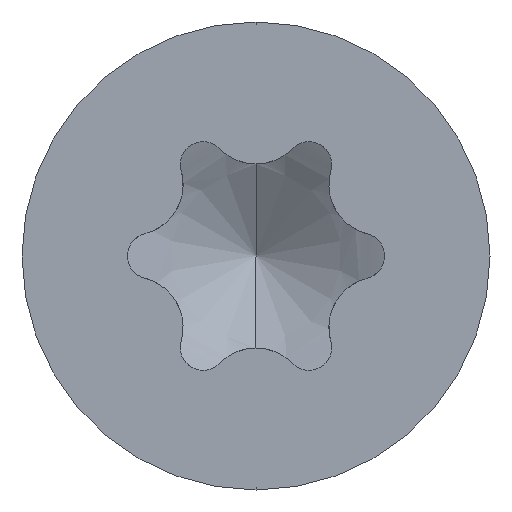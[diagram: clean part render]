
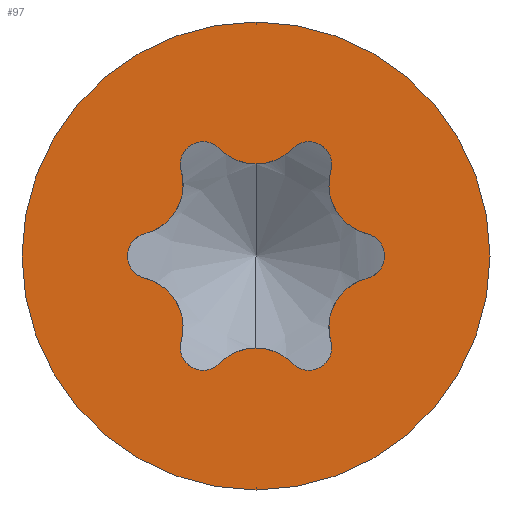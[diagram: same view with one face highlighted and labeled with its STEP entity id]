
A CAD part, left-side view. The second image highlights one B-rep face of the part: STEP entity #97.
In plain terms, the highlighted planar face has unit normal (-1, 0, 0).
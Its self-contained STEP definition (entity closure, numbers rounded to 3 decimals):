
#4 = EDGE_CURVE ( 'E1', #330, #315, #944, .T. ) ;
#7 = CARTESIAN_POINT ( 'NONE',  ( 0., 0.815, -0.927 ) ) ;
#20 = CARTESIAN_POINT ( 'NONE',  ( 0., -0.815, 0.927 ) ) ;
#22 = ORIENTED_EDGE ( 'NONE', *, *, #24, .T. ) ;
#24 = EDGE_CURVE ( 'E27', #961, #477, #197, .T. ) ;
#37 = VERTEX_POINT ( 'NONE', #76 ) ;
#40 = AXIS2_PLACEMENT_3D ( 'NONE', #415, #111, #337 ) ;
#44 = CARTESIAN_POINT ( 'NONE',  ( 0., 0.395, -1.17 ) ) ;
#47 = CARTESIAN_POINT ( 'NONE',  ( 0., 1.15, 0. ) ) ;
#57 = AXIS2_PLACEMENT_3D ( 'NONE', #47, #808, #278 ) ;
#59 = CARTESIAN_POINT ( 'NONE',  ( 0., 0.815, 0.927 ) ) ;
#75 = EDGE_CURVE ( 'E40', #37, #477, #443, .T. ) ;
#76 = CARTESIAN_POINT ( 'NONE',  ( 0., -0.815, -0.927 ) ) ;
#78 = CIRCLE ( 'NONE', #203, 0.25 ) ;
#84 = DIRECTION ( 'NONE',  ( 1., 0., 0. ) ) ;
#86 = CIRCLE ( 'NONE', #57, 0.25 ) ;
#87 = AXIS2_PLACEMENT_3D ( 'NONE', #830, #377, #220 ) ;
#88 = CARTESIAN_POINT ( 'NONE',  ( 0., -0.395, -1.17 ) ) ;
#97 = ADVANCED_FACE ( 'E0', ( #464, #215 ), #612, .T. ) ;
#100 = DIRECTION ( 'NONE',  ( 0., 0., 1. ) ) ;
#111 = DIRECTION ( 'NONE',  ( 1., 0., 0. ) ) ;
#112 = EDGE_CURVE ( 'E79', #712, #496, #258, .T. ) ;
#118 = CARTESIAN_POINT ( 'NONE',  ( 0., -0.395, 1.17 ) ) ;
#121 = CARTESIAN_POINT ( 'NONE',  ( 0., 0., 1.552 ) ) ;
#126 = CARTESIAN_POINT ( 'NONE',  ( 0., 1.211, -0.243 ) ) ;
#137 = CARTESIAN_POINT ( 'NONE',  ( 0., -1.211, 0.243 ) ) ;
#142 = CARTESIAN_POINT ( 'NONE',  ( 0., 0., 1.002 ) ) ;
#151 = CARTESIAN_POINT ( 'NONE',  ( 0., -1.211, -0.243 ) ) ;
#155 = DIRECTION ( 'NONE',  ( 0., 0., 1. ) ) ;
#165 = ORIENTED_EDGE ( 'NONE', *, *, #480, .T. ) ;
#170 = AXIS2_PLACEMENT_3D ( 'NONE', #267, #505, #875 ) ;
#176 = AXIS2_PLACEMENT_3D ( 'NONE', #432, #950, #498 ) ;
#181 = DIRECTION ( 'NONE',  ( 1., 0., 0. ) ) ;
#191 = DIRECTION ( 'NONE',  ( 1., 0., 0. ) ) ;
#197 = CIRCLE ( 'NONE', #713, 0.25 ) ;
#202 = DIRECTION ( 'NONE',  ( 0., 0., 1. ) ) ;
#203 = AXIS2_PLACEMENT_3D ( 'NONE', #704, #397, #475 ) ;
#214 = CIRCLE ( 'NONE', #170, 0.55 ) ;
#215 = FACE_BOUND ( 'NONE', #579, .T. ) ;
#217 = CARTESIAN_POINT ( 'NONE',  ( 0., 0., 0. ) ) ;
#218 = AXIS2_PLACEMENT_3D ( 'NONE', #381, #909, #455 ) ;
#220 = DIRECTION ( 'NONE',  ( 0., 0., 1. ) ) ;
#233 = AXIS2_PLACEMENT_3D ( 'NONE', #217, #591, #202 ) ;
#234 = VERTEX_POINT ( 'NONE', #20 ) ;
#253 = ORIENTED_EDGE ( 'NONE', *, *, #768, .T. ) ;
#258 = CIRCLE ( 'NONE', #844, 0.25 ) ;
#266 = AXIS2_PLACEMENT_3D ( 'NONE', #548, #467, #460 ) ;
#267 = CARTESIAN_POINT ( 'NONE',  ( 0., 0., -1.552 ) ) ;
#272 = EDGE_CURVE ( 'E66', #712, #737, #913, .T. ) ;
#278 = DIRECTION ( 'NONE',  ( 0., 0., 1. ) ) ;
#280 = CIRCLE ( 'NONE', #474, 0.55 ) ;
#283 = AXIS2_PLACEMENT_3D ( 'NONE', #694, #774, #778 ) ;
#292 = DIRECTION ( 'NONE',  ( 1., 0., 0. ) ) ;
#295 = CIRCLE ( 'NONE', #784, 0.55 ) ;
#308 = VERTEX_POINT ( 'NONE', #118 ) ;
#309 = CIRCLE ( 'NONE', #815, 0.55 ) ;
#315 = VERTEX_POINT ( 'NONE', #555 ) ;
#319 = CARTESIAN_POINT ( 'NONE',  ( 0., 0.575, -0.996 ) ) ;
#327 = EDGE_CURVE ( 'E92', #917, #496, #309, .T. ) ;
#330 = VERTEX_POINT ( 'NONE', #552 ) ;
#337 = DIRECTION ( 'NONE',  ( 0., 0., 1. ) ) ;
#339 = ORIENTED_EDGE ( 'NONE', *, *, #894, .F. ) ;
#342 = DIRECTION ( 'NONE',  ( 1., 0., 0. ) ) ;
#370 = DIRECTION ( 'NONE',  ( 1., 0., 0. ) ) ;
#373 = DIRECTION ( 'NONE',  ( 0., 0., 1. ) ) ;
#377 = DIRECTION ( 'NONE',  ( -1., 0., 0. ) ) ;
#380 = ORIENTED_EDGE ( 'NONE', *, *, #4, .T. ) ;
#381 = CARTESIAN_POINT ( 'NONE',  ( 0., -1.344, 0.776 ) ) ;
#397 = DIRECTION ( 'NONE',  ( 1., 0., 0. ) ) ;
#407 = DIRECTION ( 'NONE',  ( 0., 0., 1. ) ) ;
#415 = CARTESIAN_POINT ( 'NONE',  ( 0., 0., -1.552 ) ) ;
#425 = ORIENTED_EDGE ( 'NONE', *, *, #112, .T. ) ;
#430 = EDGE_CURVE ( 'E1', #315, #330, #582, .T. ) ;
#432 = CARTESIAN_POINT ( 'NONE',  ( 0., -0.575, 0.996 ) ) ;
#436 = ORIENTED_EDGE ( 'NONE', *, *, #327, .F. ) ;
#443 = CIRCLE ( 'NONE', #283, 0.55 ) ;
#455 = DIRECTION ( 'NONE',  ( 0., 0., 1. ) ) ;
#460 = DIRECTION ( 'NONE',  ( 0., 0., 1. ) ) ;
#464 = FACE_OUTER_BOUND ( 'NONE', #541, .T. ) ;
#467 = DIRECTION ( 'NONE',  ( -1., 0., 0. ) ) ;
#468 = ORIENTED_EDGE ( 'NONE', *, *, #504, .F. ) ;
#474 = AXIS2_PLACEMENT_3D ( 'NONE', #715, #181, #793 ) ;
#475 = DIRECTION ( 'NONE',  ( 0., 0., 1. ) ) ;
#477 = VERTEX_POINT ( 'NONE', #151 ) ;
#480 = EDGE_CURVE ( 'E53', #37, #609, #690, .T. ) ;
#490 = CARTESIAN_POINT ( 'NONE',  ( 0., 0., -1.002 ) ) ;
#496 = VERTEX_POINT ( 'NONE', #7 ) ;
#498 = DIRECTION ( 'NONE',  ( 0., 0., 1. ) ) ;
#504 = EDGE_CURVE ( 'E14', #961, #234, #654, .T. ) ;
#505 = DIRECTION ( 'NONE',  ( 1., 0., 0. ) ) ;
#512 = ORIENTED_EDGE ( 'NONE', *, *, #600, .T. ) ;
#536 = EDGE_CURVE ( 'E144', #963, #801, #295, .T. ) ;
#541 = EDGE_LOOP ( 'NONE', ( #380, #931 ) ) ;
#548 = CARTESIAN_POINT ( 'NONE',  ( 0., 0., 0. ) ) ;
#552 = CARTESIAN_POINT ( 'NONE',  ( 0., 0., 2.548 ) ) ;
#555 = CARTESIAN_POINT ( 'NONE',  ( 0., 0., -2.548 ) ) ;
#577 = CARTESIAN_POINT ( 'NONE',  ( 0., 0.395, 1.17 ) ) ;
#579 = EDGE_LOOP ( 'NONE', ( #468, #22, #592, #165, #339, #602, #425, #436, #738, #723, #512, #681, #766, #253 ) ) ;
#582 = CIRCLE ( 'NONE', #233, 2.548 ) ;
#586 = CARTESIAN_POINT ( 'NONE',  ( 0., 1.211, 0.243 ) ) ;
#591 = DIRECTION ( 'NONE',  ( -1., 0., 0. ) ) ;
#592 = ORIENTED_EDGE ( 'NONE', *, *, #75, .F. ) ;
#597 = DIRECTION ( 'NONE',  ( 0., 0., 1. ) ) ;
#600 = EDGE_CURVE ( 'E131', #806, #801, #78, .T. ) ;
#602 = ORIENTED_EDGE ( 'NONE', *, *, #272, .F. ) ;
#609 = VERTEX_POINT ( 'NONE', #88 ) ;
#612 = PLANE ( 'NONE',  #266 ) ;
#643 = AXIS2_PLACEMENT_3D ( 'NONE', #121, #191, #407 ) ;
#654 = CIRCLE ( 'NONE', #218, 0.55 ) ;
#681 = ORIENTED_EDGE ( 'NONE', *, *, #536, .F. ) ;
#684 = EDGE_CURVE ( 'E118', #806, #964, #280, .T. ) ;
#690 = CIRCLE ( 'NONE', #720, 0.25 ) ;
#694 = CARTESIAN_POINT ( 'NONE',  ( 0., -1.344, -0.776 ) ) ;
#702 = DIRECTION ( 'NONE',  ( 1., 0., 0. ) ) ;
#703 = EDGE_CURVE ( 'E144', #308, #963, #790, .T. ) ;
#704 = CARTESIAN_POINT ( 'NONE',  ( 0., 0.575, 0.996 ) ) ;
#712 = VERTEX_POINT ( 'NONE', #44 ) ;
#713 = AXIS2_PLACEMENT_3D ( 'NONE', #832, #84, #373 ) ;
#715 = CARTESIAN_POINT ( 'NONE',  ( 0., 1.344, 0.776 ) ) ;
#720 = AXIS2_PLACEMENT_3D ( 'NONE', #896, #370, #155 ) ;
#723 = ORIENTED_EDGE ( 'NONE', *, *, #684, .F. ) ;
#737 = VERTEX_POINT ( 'NONE', #490 ) ;
#738 = ORIENTED_EDGE ( 'NONE', *, *, #811, .T. ) ;
#756 = CARTESIAN_POINT ( 'NONE',  ( 0., 0., 1.552 ) ) ;
#766 = ORIENTED_EDGE ( 'NONE', *, *, #703, .F. ) ;
#768 = EDGE_CURVE ( 'E157', #308, #234, #868, .T. ) ;
#774 = DIRECTION ( 'NONE',  ( 1., 0., 0. ) ) ;
#778 = DIRECTION ( 'NONE',  ( 0., 0., 1. ) ) ;
#784 = AXIS2_PLACEMENT_3D ( 'NONE', #756, #292, #597 ) ;
#790 = CIRCLE ( 'NONE', #643, 0.55 ) ;
#793 = DIRECTION ( 'NONE',  ( 0., 0., 1. ) ) ;
#801 = VERTEX_POINT ( 'NONE', #577 ) ;
#806 = VERTEX_POINT ( 'NONE', #59 ) ;
#808 = DIRECTION ( 'NONE',  ( 1., 0., 0. ) ) ;
#811 = EDGE_CURVE ( 'E105', #917, #964, #86, .T. ) ;
#815 = AXIS2_PLACEMENT_3D ( 'NONE', #934, #342, #863 ) ;
#830 = CARTESIAN_POINT ( 'NONE',  ( 0., 0., 0. ) ) ;
#832 = CARTESIAN_POINT ( 'NONE',  ( 0., -1.15, 0. ) ) ;
#844 = AXIS2_PLACEMENT_3D ( 'NONE', #319, #702, #100 ) ;
#863 = DIRECTION ( 'NONE',  ( 0., 0., 1. ) ) ;
#868 = CIRCLE ( 'NONE', #176, 0.25 ) ;
#875 = DIRECTION ( 'NONE',  ( 0., 0., 1. ) ) ;
#894 = EDGE_CURVE ( 'E66', #737, #609, #214, .T. ) ;
#896 = CARTESIAN_POINT ( 'NONE',  ( 0., -0.575, -0.996 ) ) ;
#909 = DIRECTION ( 'NONE',  ( 1., 0., 0. ) ) ;
#913 = CIRCLE ( 'NONE', #40, 0.55 ) ;
#917 = VERTEX_POINT ( 'NONE', #126 ) ;
#931 = ORIENTED_EDGE ( 'NONE', *, *, #430, .T. ) ;
#934 = CARTESIAN_POINT ( 'NONE',  ( 0., 1.344, -0.776 ) ) ;
#944 = CIRCLE ( 'NONE', #87, 2.548 ) ;
#950 = DIRECTION ( 'NONE',  ( 1., 0., 0. ) ) ;
#961 = VERTEX_POINT ( 'NONE', #137 ) ;
#963 = VERTEX_POINT ( 'NONE', #142 ) ;
#964 = VERTEX_POINT ( 'NONE', #586 ) ;
